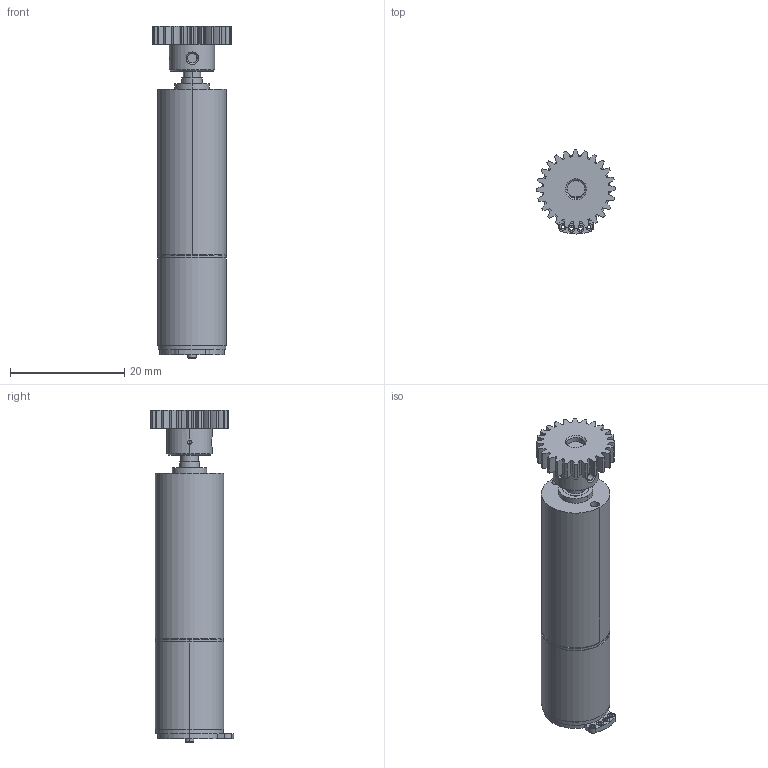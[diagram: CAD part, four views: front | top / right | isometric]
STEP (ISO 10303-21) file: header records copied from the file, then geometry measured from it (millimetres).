
FILE_DESCRIPTION (( 'STEP AP214' ), '1' );
FILE_NAME ('A-800139-50-121319-Motor-And-Gear-Box.STEP', '2024-03-07T19:40:16', ( '' ), ( '' ), 'SwSTEP 2.0', 'SolidWorks 2023', '' );
FILE_SCHEMA (( 'AUTOMOTIVE_DESIGN' ));
Length unit declared in the file: inch
Products named in the file (4): 12_4K 4stages.stp; DM1220S(2R)_31.stp; A-800139-50-121319-Motor-And-Gear-Box; ONDRIVES_US_CORP_SG48P10A-24
Assembly tree (3 placements, depth 2):
  A-800139-50-121319-Motor-And-Gear-Box
    12_4K 4stages.stp
    DM1220S(2R)_31.stp
    ONDRIVES_US_CORP_SG48P10A-24
Bounding box: 13.76 x 14.63 x 58.1 mm (x, y, z)
Volume: 5953.3 mm3; surface area: 3099.8 mm2
Topology: 3 solids, 3 shells, 221 faces, 559 edges, 365 vertices
Faces by surface type: cylinder 168, plane 35, cone 16, bspline 2
Entity records: 7647 total; most frequent: CARTESIAN_POINT 1860, DIRECTION 1343, ORIENTED_EDGE 1114, AXIS2_PLACEMENT_3D 573, EDGE_CURVE 557, VERTEX_POINT 365, CIRCLE 348, EDGE_LOOP 256
